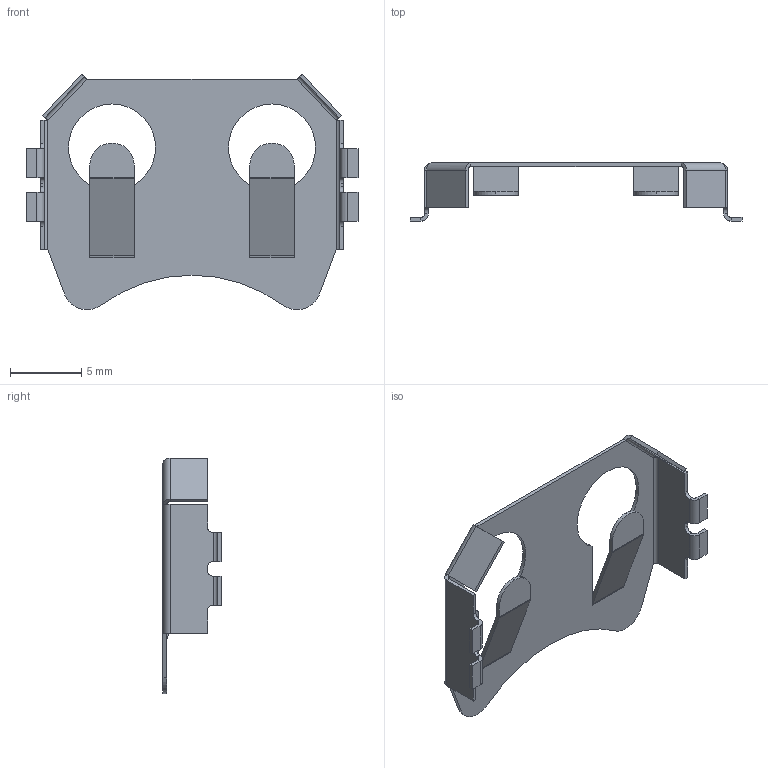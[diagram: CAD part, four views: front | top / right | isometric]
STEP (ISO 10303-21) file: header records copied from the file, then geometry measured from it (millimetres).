
FILE_DESCRIPTION(('FreeCAD Model'),'2;1');
FILE_NAME('Keystone_3034_1x2032-Coino.step', '2018-06-06T14:31:11',('Author'),(''), 'Open CASCADE STEP processor 6.8','FreeCAD','Unknown');
FILE_SCHEMA(('AUTOMOTIVE_DESIGN_CC2 { 1 2 10303 214 -1 1 5 4 }'));
Length unit declared in the file: millimetre
Products named in the file (2): ASSEMBLY; 3034
Assembly tree (1 placements, depth 2):
  ASSEMBLY
    3034
Bounding box: 23.24 x 4.06 x 16.48 mm (x, y, z)
Volume: 88.3 mm3; surface area: 746.3 mm2
Topology: 1 solids, 1 shells, 159 faces, 372 edges, 216 vertices
Faces by surface type: plane 118, cylinder 41
Entity records: 13005 total; most frequent: CARTESIAN_POINT 5657, DIRECTION 1318, LINE 788, VECTOR 788, ORIENTED_EDGE 744, PCURVE 744, DEFINITIONAL_REPRESENTATION 744, EDGE_CURVE 372
